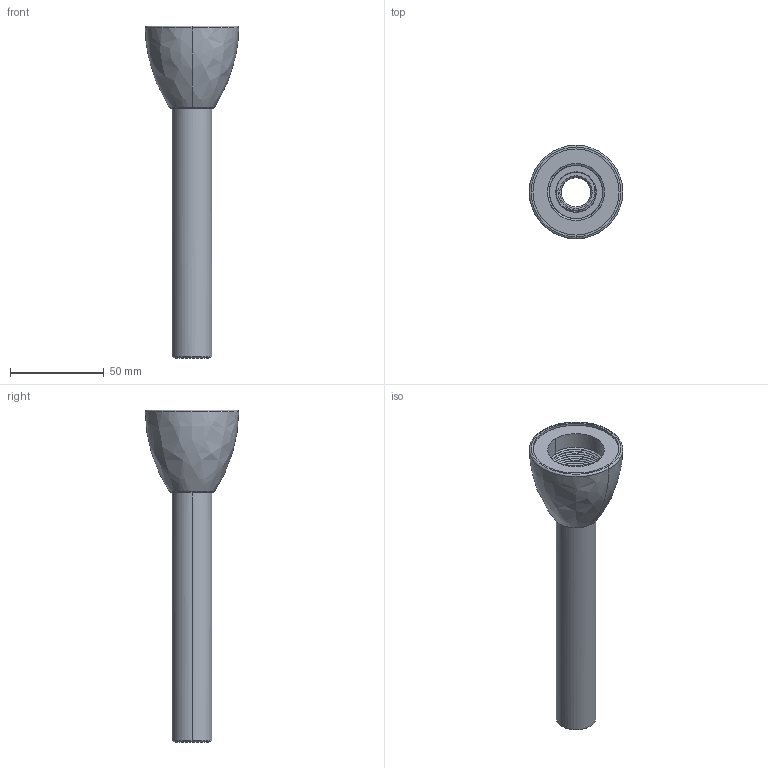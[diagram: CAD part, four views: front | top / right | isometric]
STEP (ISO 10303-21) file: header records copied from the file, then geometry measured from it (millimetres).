
FILE_DESCRIPTION((''),'2;1');
FILE_NAME('192320_ASM','2015-12-18T',('pdmadmin'),(''),'PRO/ENGINEER BY PARAMETRIC TECHNOLOGY CORPORATION, 2013230','PRO/ENGINEER BY PARAMETRIC TECHNOLOGY CORPORATION, 2013230','');
FILE_SCHEMA(('CONFIG_CONTROL_DESIGN'));
Products named in the file (3): 176332; 129794; 192320_ASM
Assembly tree (2 placements, depth 2):
  192320_ASM
    176332
    129794
Bounding box: 49.99 x 49.99 x 177.4 mm (x, y, z)
Volume: 60865 mm3; surface area: 31458.6 mm2
Topology: 2 solids, 2 shells, 102 faces, 264 edges, 168 vertices
Faces by surface type: cylinder 59, bspline 23, plane 10, cone 6, torus 4
Entity records: 11053 total; most frequent: CARTESIAN_POINT 8777, ORIENTED_EDGE 528, DIRECTION 337, EDGE_CURVE 264, VERTEX_POINT 168, B_SPLINE_CURVE_WITH_KNOTS 133, AXIS2_PLACEMENT_3D 122, EDGE_LOOP 108
